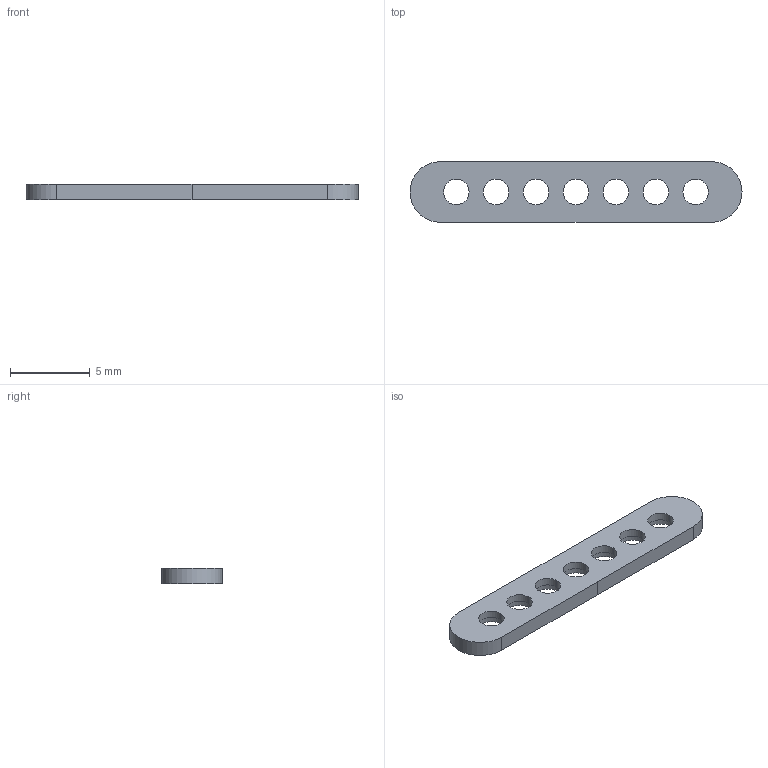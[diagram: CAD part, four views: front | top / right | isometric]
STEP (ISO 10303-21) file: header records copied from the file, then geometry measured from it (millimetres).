
FILE_DESCRIPTION (( 'STEP AP214' ), '1' );
FILE_NAME ('G旋钮磁吸触电固定.STEP', '2024-08-04T15:21:18', ( '' ), ( '' ), 'SwSTEP 2.0', 'SolidWorks 2022', '' );
FILE_SCHEMA (( 'AUTOMOTIVE_DESIGN' ));
Length unit declared in the file: millimetre
Products named in the file (1): G旋钮磁吸触电固定
Bounding box: 20.8 x 3.8 x 1 mm (x, y, z)
Volume: 56.8 mm3; surface area: 210.4 mm2
Topology: 1 solids, 1 shells, 43 faces, 102 edges, 68 vertices
Faces by surface type: cylinder 31, plane 12
Entity records: 1340 total; most frequent: DIRECTION 252, CARTESIAN_POINT 214, ORIENTED_EDGE 204, AXIS2_PLACEMENT_3D 106, EDGE_CURVE 102, VERTEX_POINT 68, EDGE_LOOP 64, CIRCLE 62
